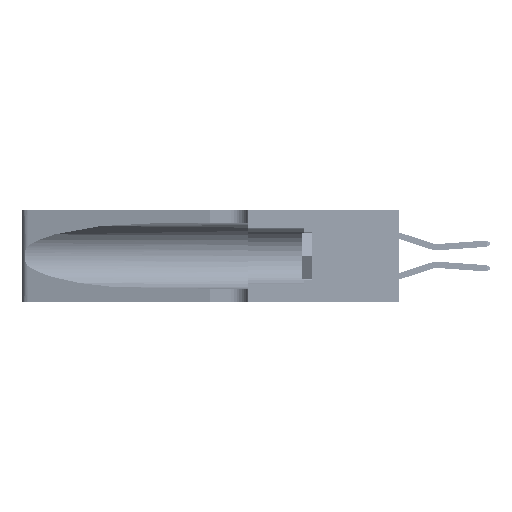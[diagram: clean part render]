
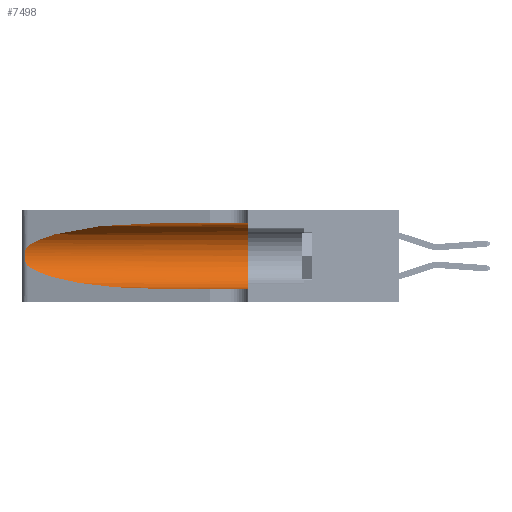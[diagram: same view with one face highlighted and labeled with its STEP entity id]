
A CAD part, left-side view. The second image highlights one B-rep face of the part: STEP entity #7498.
In plain terms, the highlighted cylindrical face has radius 3.308 mm (diameter 6.617 mm), a partial arc.
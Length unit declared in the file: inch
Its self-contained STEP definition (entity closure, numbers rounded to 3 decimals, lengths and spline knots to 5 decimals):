
#152 = CARTESIAN_POINT ( 'NONE',  ( 0.1305, 1.61858, 0.05475 ) ) ;
#1017 = VERTEX_POINT ( 'NONE', #32184 ) ;
#1215 =( BOUNDED_CURVE ( )  B_SPLINE_CURVE ( 3, ( #29386, #3169, #43560, #29213 ),
 .UNSPECIFIED., .F., .F. ) 
 B_SPLINE_CURVE_WITH_KNOTS ( ( 4, 4 ),
 ( 3.44316, 4.71239 ),
 .UNSPECIFIED. ) 
 CURVE ( )  GEOMETRIC_REPRESENTATION_ITEM ( )  RATIONAL_B_SPLINE_CURVE ( ( 1., 0.87, 0.87, 1. ) ) 
 REPRESENTATION_ITEM ( '' )  );
#1568 = ORIENTED_EDGE ( 'NONE', *, *, #38177, .F. ) ;
#2982 = CARTESIAN_POINT ( 'NONE',  ( 0.25789, 1.23486, 0.15765 ) ) ;
#3169 = CARTESIAN_POINT ( 'NONE',  ( 0.2373, 1.15595, 0.08982 ) ) ;
#4285 = AXIS2_PLACEMENT_3D ( 'NONE', #25605, #10764, #29975 ) ;
#5177 = ORIENTED_EDGE ( 'NONE', *, *, #9530, .T. ) ;
#6334 = EDGE_CURVE ( 'NONE', #1017, #20728, #42390, .T. ) ;
#6408 = CARTESIAN_POINT ( 'NONE',  ( 0.25639, 1.23186, 0.15144 ) ) ;
#6630 = CARTESIAN_POINT ( 'NONE',  ( 0.1305, 0.72297, 0.31525 ) ) ;
#6875 = CARTESIAN_POINT ( 'NONE',  ( 0.25639, 1.23184, 0.21858 ) ) ;
#7498 = ADVANCED_FACE ( 'NONE', ( #18230 ), #42111, .F. ) ;
#8767 = DIRECTION ( 'NONE',  ( 0., 0., 1. ) ) ;
#8775 = VECTOR ( 'NONE', #22323, 39.37008 ) ;
#9530 = EDGE_CURVE ( 'NONE', #20728, #23685, #39461, .T. ) ;
#10764 = DIRECTION ( 'NONE',  ( 0., -1., 0. ) ) ;
#12828 = CIRCLE ( 'NONE', #34486, 0.13025 ) ;
#13653 = CARTESIAN_POINT ( 'NONE',  ( 0.25487, 1.22718, 0.22369 ) ) ;
#13742 = CARTESIAN_POINT ( 'NONE',  ( 0.26017, 1.23833, 0.17102 ) ) ;
#14057 = CARTESIAN_POINT ( 'NONE',  ( 0.25487, 1.22718, 0.22369 ) ) ;
#18230 = FACE_OUTER_BOUND ( 'NONE', #19163, .T. ) ;
#18910 = VECTOR ( 'NONE', #25603, 39.37008 ) ;
#19163 = EDGE_LOOP ( 'NONE', ( #38855, #5177, #25613, #39964, #34797, #1568 ) ) ;
#19716 = DIRECTION ( 'NONE',  ( 0., 1., 0. ) ) ;
#20728 = VERTEX_POINT ( 'NONE', #28302 ) ;
#21770 = EDGE_CURVE ( 'NONE', #43488, #37533, #12828, .T. ) ;
#22323 = DIRECTION ( 'NONE',  ( 0., -1., 0. ) ) ;
#23587 = CARTESIAN_POINT ( 'NONE',  ( 0.1305, 0.35, 0.185 ) ) ;
#23685 = VERTEX_POINT ( 'NONE', #25635 ) ;
#24794 = CARTESIAN_POINT ( 'NONE',  ( 0.1305, 0.72297, 0.05475 ) ) ;
#25274 = CARTESIAN_POINT ( 'NONE',  ( 0.26075, 1.23896, 0.178 ) ) ;
#25353 = CARTESIAN_POINT ( 'NONE',  ( 0.2373, 1.15595, 0.28018 ) ) ;
#25603 = DIRECTION ( 'NONE',  ( 0., -1., 0. ) ) ;
#25605 = CARTESIAN_POINT ( 'NONE',  ( 0.1305, 1.61858, 0.185 ) ) ;
#25613 = ORIENTED_EDGE ( 'NONE', *, *, #40039, .T. ) ;
#25635 = CARTESIAN_POINT ( 'NONE',  ( 0.25487, 1.22718, 0.14631 ) ) ;
#26223 = CARTESIAN_POINT ( 'NONE',  ( 0.1305, 1.61858, 0.31525 ) ) ;
#26856 = LINE ( 'NONE', #152, #8775 ) ;
#28302 = CARTESIAN_POINT ( 'NONE',  ( 0.25487, 1.22718, 0.22369 ) ) ;
#28820 = LINE ( 'NONE', #26223, #18910 ) ;
#29033 = CARTESIAN_POINT ( 'NONE',  ( 0.25555, 1.22993, 0.14849 ) ) ;
#29213 = CARTESIAN_POINT ( 'NONE',  ( 0.1305, 0.72297, 0.05475 ) ) ;
#29386 = CARTESIAN_POINT ( 'NONE',  ( 0.25487, 1.22718, 0.14631 ) ) ;
#29975 = DIRECTION ( 'NONE',  ( 0., 0., -1. ) ) ;
#32184 = CARTESIAN_POINT ( 'NONE',  ( 0.1305, 0.72297, 0.31525 ) ) ;
#32339 = VERTEX_POINT ( 'NONE', #24794 ) ;
#32669 = CARTESIAN_POINT ( 'NONE',  ( 0.18966, 0.96281, 0.31525 ) ) ;
#34486 = AXIS2_PLACEMENT_3D ( 'NONE', #23587, #19716, #8767 ) ;
#34797 = ORIENTED_EDGE ( 'NONE', *, *, #21770, .F. ) ;
#36708 = CARTESIAN_POINT ( 'NONE',  ( 0.26018, 1.23835, 0.19895 ) ) ;
#37533 = VERTEX_POINT ( 'NONE', #37690 ) ;
#37690 = CARTESIAN_POINT ( 'NONE',  ( 0.1305, 0.35, 0.05475 ) ) ;
#38177 = EDGE_CURVE ( 'NONE', #1017, #43488, #28820, .T. ) ;
#38855 = ORIENTED_EDGE ( 'NONE', *, *, #6334, .T. ) ;
#39461 = B_SPLINE_CURVE_WITH_KNOTS ( 'NONE', 3,
 ( #14057, #40117, #6875, #47582, #44012, #36708, #43842, #25274, #13742, #47110, #2982, #6408, #29033, #47724 ),
 .UNSPECIFIED., .F., .F.,
 ( 4, 2, 2, 2, 2, 2, 4 ),
 ( 0., 0.00027, 0.00053, 0.00107, 0.0016, 0.00187, 0.00214 ),
 .UNSPECIFIED. ) ;
#39964 = ORIENTED_EDGE ( 'NONE', *, *, #40788, .T. ) ;
#40039 = EDGE_CURVE ( 'NONE', #23685, #32339, #1215, .T. ) ;
#40117 = CARTESIAN_POINT ( 'NONE',  ( 0.25555, 1.22994, 0.2215 ) ) ;
#40788 = EDGE_CURVE ( 'NONE', #32339, #37533, #26856, .T. ) ;
#42111 = CYLINDRICAL_SURFACE ( 'NONE', #4285, 0.13025 ) ;
#42390 =( BOUNDED_CURVE ( )  B_SPLINE_CURVE ( 3, ( #6630, #32669, #25353, #13653 ),
 .UNSPECIFIED., .F., .F. ) 
 B_SPLINE_CURVE_WITH_KNOTS ( ( 4, 4 ),
 ( 1.5708, 2.84003 ),
 .UNSPECIFIED. ) 
 CURVE ( )  GEOMETRIC_REPRESENTATION_ITEM ( )  RATIONAL_B_SPLINE_CURVE ( ( 1., 0.87, 0.87, 1. ) ) 
 REPRESENTATION_ITEM ( '' )  );
#43488 = VERTEX_POINT ( 'NONE', #47874 ) ;
#43560 = CARTESIAN_POINT ( 'NONE',  ( 0.18966, 0.96281, 0.05475 ) ) ;
#43842 = CARTESIAN_POINT ( 'NONE',  ( 0.26075, 1.23896, 0.19203 ) ) ;
#44012 = CARTESIAN_POINT ( 'NONE',  ( 0.25854, 1.2359, 0.20912 ) ) ;
#47110 = CARTESIAN_POINT ( 'NONE',  ( 0.25856, 1.23593, 0.16098 ) ) ;
#47582 = CARTESIAN_POINT ( 'NONE',  ( 0.25787, 1.23484, 0.2124 ) ) ;
#47724 = CARTESIAN_POINT ( 'NONE',  ( 0.25487, 1.22718, 0.14631 ) ) ;
#47874 = CARTESIAN_POINT ( 'NONE',  ( 0.1305, 0.35, 0.31525 ) ) ;
